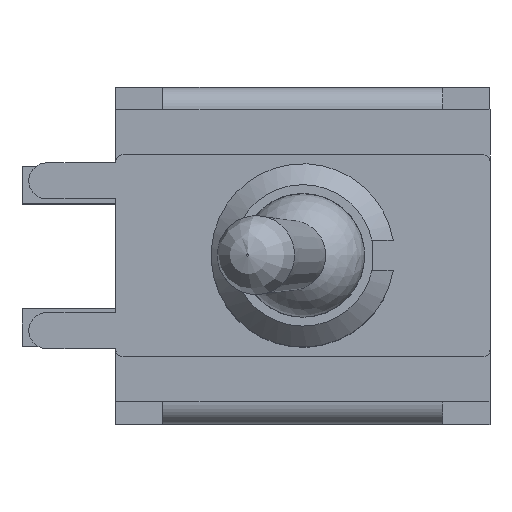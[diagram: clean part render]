
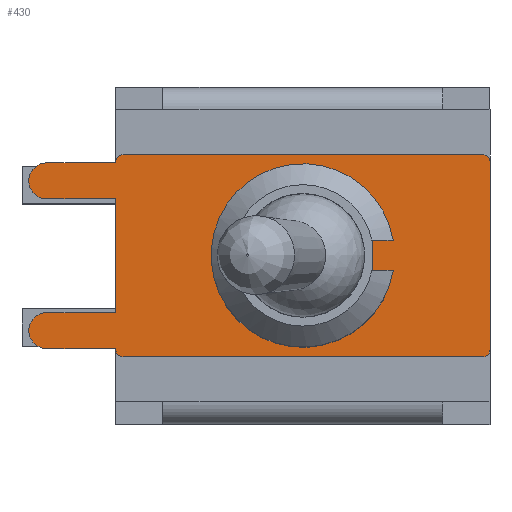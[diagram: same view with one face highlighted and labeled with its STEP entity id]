
A CAD part, top view. The second image highlights one B-rep face of the part: STEP entity #430.
In plain terms, the highlighted planar face has unit normal (0, 0, 1).
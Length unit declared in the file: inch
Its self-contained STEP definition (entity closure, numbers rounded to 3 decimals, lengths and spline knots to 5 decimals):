
#254=CARTESIAN_POINT('',(-0.39695,0.14854,0.36969));
#255=DIRECTION('',(0.0,0.0,-1.0));
#256=DIRECTION('',(-1.0,0.0,0.0));
#257=AXIS2_PLACEMENT_3D('',#254,#255,#256);
#258=PLANE('',#257);
#259=CARTESIAN_POINT('',(-0.24016,-0.13504,0.36969));
#260=VERTEX_POINT('',#259);
#261=CARTESIAN_POINT('',(-0.25,-0.1252,0.36969));
#262=VERTEX_POINT('',#261);
#263=CARTESIAN_POINT('',(-0.24016,-0.1252,0.36969));
#264=DIRECTION('',(0.0,0.0,-1.0));
#265=DIRECTION('',(-0.707,-0.707,0.0));
#266=AXIS2_PLACEMENT_3D('',#263,#264,#265);
#267=CIRCLE('',#266,0.00984);
#268=EDGE_CURVE('',#260,#262,#267,.T.);
#269=ORIENTED_EDGE('',*,*,#268,.F.);
#270=CARTESIAN_POINT('',(0.24016,-0.13504,0.36969));
#271=VERTEX_POINT('',#270);
#272=CARTESIAN_POINT('',(0.24016,-0.13504,0.36969));
#273=DIRECTION('',(-1.0,0.0,0.0));
#274=VECTOR('',#273,0.48031);
#275=LINE('',#272,#274);
#276=EDGE_CURVE('',#271,#260,#275,.T.);
#277=ORIENTED_EDGE('',*,*,#276,.F.);
#278=CARTESIAN_POINT('',(0.25,-0.1252,0.36969));
#279=VERTEX_POINT('',#278);
#280=CARTESIAN_POINT('',(0.24016,-0.1252,0.36969));
#281=DIRECTION('',(0.0,0.0,-1.0));
#282=DIRECTION('',(0.707,-0.707,0.0));
#283=AXIS2_PLACEMENT_3D('',#280,#281,#282);
#284=CIRCLE('',#283,0.00984);
#285=EDGE_CURVE('',#279,#271,#284,.T.);
#286=ORIENTED_EDGE('',*,*,#285,.F.);
#287=CARTESIAN_POINT('',(0.25,0.1252,0.36969));
#288=VERTEX_POINT('',#287);
#289=CARTESIAN_POINT('',(0.25,0.1252,0.36969));
#290=DIRECTION('',(0.0,-1.0,0.0));
#291=VECTOR('',#290,0.25039);
#292=LINE('',#289,#291);
#293=EDGE_CURVE('',#288,#279,#292,.T.);
#294=ORIENTED_EDGE('',*,*,#293,.F.);
#295=CARTESIAN_POINT('',(0.24016,0.13504,0.36969));
#296=VERTEX_POINT('',#295);
#297=CARTESIAN_POINT('',(0.24016,0.1252,0.36969));
#298=DIRECTION('',(0.0,0.0,-1.0));
#299=DIRECTION('',(0.707,0.707,0.0));
#300=AXIS2_PLACEMENT_3D('',#297,#298,#299);
#301=CIRCLE('',#300,0.00984);
#302=EDGE_CURVE('',#296,#288,#301,.T.);
#303=ORIENTED_EDGE('',*,*,#302,.F.);
#304=CARTESIAN_POINT('',(-0.24016,0.13504,0.36969));
#305=VERTEX_POINT('',#304);
#306=CARTESIAN_POINT('',(-0.24016,0.13504,0.36969));
#307=DIRECTION('',(1.0,0.0,0.0));
#308=VECTOR('',#307,0.48031);
#309=LINE('',#306,#308);
#310=EDGE_CURVE('',#305,#296,#309,.T.);
#311=ORIENTED_EDGE('',*,*,#310,.F.);
#312=CARTESIAN_POINT('',(-0.25,0.1252,0.36969));
#313=VERTEX_POINT('',#312);
#314=CARTESIAN_POINT('',(-0.24016,0.1252,0.36969));
#315=DIRECTION('',(0.0,0.0,-1.0));
#316=DIRECTION('',(-0.707,0.707,0.0));
#317=AXIS2_PLACEMENT_3D('',#314,#315,#316);
#318=CIRCLE('',#317,0.00984);
#319=EDGE_CURVE('',#313,#305,#318,.T.);
#320=ORIENTED_EDGE('',*,*,#319,.F.);
#321=CARTESIAN_POINT('',(-0.25,0.12402,0.36969));
#322=VERTEX_POINT('',#321);
#323=CARTESIAN_POINT('',(-0.25,0.12402,0.36969));
#324=DIRECTION('',(0.0,1.0,0.0));
#325=VECTOR('',#324,0.00118);
#326=LINE('',#323,#325);
#327=EDGE_CURVE('',#322,#313,#326,.T.);
#328=ORIENTED_EDGE('',*,*,#327,.F.);
#329=CARTESIAN_POINT('',(-0.34213,0.12402,0.36969));
#330=VERTEX_POINT('',#329);
#331=CARTESIAN_POINT('',(-0.34213,0.12402,0.36969));
#332=DIRECTION('',(1.0,0.0,0.0));
#333=VECTOR('',#332,0.09213);
#334=LINE('',#331,#333);
#335=EDGE_CURVE('',#330,#322,#334,.T.);
#336=ORIENTED_EDGE('',*,*,#335,.F.);
#337=CARTESIAN_POINT('',(-0.34213,0.07598,0.36969));
#338=VERTEX_POINT('',#337);
#339=CARTESIAN_POINT('',(-0.34213,0.1,0.36969));
#340=DIRECTION('',(0.0,0.0,-1.0));
#341=DIRECTION('',(0.0,-1.0,0.0));
#342=AXIS2_PLACEMENT_3D('',#339,#340,#341);
#343=CIRCLE('',#342,0.02402);
#344=EDGE_CURVE('',#338,#330,#343,.T.);
#345=ORIENTED_EDGE('',*,*,#344,.F.);
#346=CARTESIAN_POINT('',(-0.25,0.07598,0.36969));
#347=VERTEX_POINT('',#346);
#348=CARTESIAN_POINT('',(-0.25,0.07598,0.36969));
#349=DIRECTION('',(-1.0,0.0,0.0));
#350=VECTOR('',#349,0.09213);
#351=LINE('',#348,#350);
#352=EDGE_CURVE('',#347,#338,#351,.T.);
#353=ORIENTED_EDGE('',*,*,#352,.F.);
#354=CARTESIAN_POINT('',(-0.25,-0.07598,0.36969));
#355=VERTEX_POINT('',#354);
#356=CARTESIAN_POINT('',(-0.25,-0.07598,0.36969));
#357=DIRECTION('',(0.0,1.0,0.0));
#358=VECTOR('',#357,0.15197);
#359=LINE('',#356,#358);
#360=EDGE_CURVE('',#355,#347,#359,.T.);
#361=ORIENTED_EDGE('',*,*,#360,.F.);
#362=CARTESIAN_POINT('',(-0.34213,-0.07598,0.36969));
#363=VERTEX_POINT('',#362);
#364=CARTESIAN_POINT('',(-0.34213,-0.07598,0.36969));
#365=DIRECTION('',(1.0,0.0,0.0));
#366=VECTOR('',#365,0.09213);
#367=LINE('',#364,#366);
#368=EDGE_CURVE('',#363,#355,#367,.T.);
#369=ORIENTED_EDGE('',*,*,#368,.F.);
#370=CARTESIAN_POINT('',(-0.34213,-0.12402,0.36969));
#371=VERTEX_POINT('',#370);
#372=CARTESIAN_POINT('',(-0.34213,-0.1,0.36969));
#373=DIRECTION('',(0.0,0.0,-1.0));
#374=DIRECTION('',(0.0,-1.0,0.0));
#375=AXIS2_PLACEMENT_3D('',#372,#373,#374);
#376=CIRCLE('',#375,0.02402);
#377=EDGE_CURVE('',#371,#363,#376,.T.);
#378=ORIENTED_EDGE('',*,*,#377,.F.);
#379=CARTESIAN_POINT('',(-0.25,-0.12402,0.36969));
#380=VERTEX_POINT('',#379);
#381=CARTESIAN_POINT('',(-0.25,-0.12402,0.36969));
#382=DIRECTION('',(-1.0,0.0,0.0));
#383=VECTOR('',#382,0.09213);
#384=LINE('',#381,#383);
#385=EDGE_CURVE('',#380,#371,#384,.T.);
#386=ORIENTED_EDGE('',*,*,#385,.F.);
#387=CARTESIAN_POINT('',(-0.25,-0.1252,0.36969));
#388=DIRECTION('',(0.0,1.0,0.0));
#389=VECTOR('',#388,0.00118);
#390=LINE('',#387,#389);
#391=EDGE_CURVE('',#262,#380,#390,.T.);
#392=ORIENTED_EDGE('',*,*,#391,.F.);
#393=EDGE_LOOP('',(#269,#277,#286,#294,#303,#311,#320,#328,#336,#345,#353,#361,#369,#378,#386,#392));
#394=FACE_OUTER_BOUND('',#393,.T.);
#395=CARTESIAN_POINT('',(0.09283,-0.02008,0.36969));
#396=VERTEX_POINT('',#395);
#397=CARTESIAN_POINT('',(0.09283,0.02008,0.36969));
#398=VERTEX_POINT('',#397);
#399=CARTESIAN_POINT('',(0.09283,-0.02008,0.36969));
#400=DIRECTION('',(0.0,1.0,0.0));
#401=VECTOR('',#400,0.04016);
#402=LINE('',#399,#401);
#403=EDGE_CURVE('',#396,#398,#402,.T.);
#404=ORIENTED_EDGE('',*,*,#403,.F.);
#405=CARTESIAN_POINT('',(0.12078,-0.02008,0.36969));
#406=VERTEX_POINT('',#405);
#407=CARTESIAN_POINT('',(0.12078,-0.02008,0.36969));
#408=DIRECTION('',(-1.0,0.0,0.0));
#409=VECTOR('',#408,0.02795);
#410=LINE('',#407,#409);
#411=EDGE_CURVE('',#406,#396,#410,.T.);
#412=ORIENTED_EDGE('',*,*,#411,.F.);
#413=CARTESIAN_POINT('',(0.12078,0.02008,0.36969));
#414=VERTEX_POINT('',#413);
#415=CARTESIAN_POINT('',(0.,0.,0.36969));
#416=DIRECTION('',(0.0,0.0,1.0));
#417=DIRECTION('',(0.986,0.164,0.0));
#418=AXIS2_PLACEMENT_3D('',#415,#416,#417);
#419=CIRCLE('',#418,0.12244);
#420=EDGE_CURVE('',#414,#406,#419,.T.);
#421=ORIENTED_EDGE('',*,*,#420,.F.);
#422=CARTESIAN_POINT('',(0.09283,0.02008,0.36969));
#423=DIRECTION('',(1.0,0.0,0.0));
#424=VECTOR('',#423,0.02795);
#425=LINE('',#422,#424);
#426=EDGE_CURVE('',#398,#414,#425,.T.);
#427=ORIENTED_EDGE('',*,*,#426,.F.);
#428=EDGE_LOOP('',(#404,#412,#421,#427));
#429=FACE_BOUND('',#428,.T.);
#430=ADVANCED_FACE('',(#394,#429),#258,.F.);
